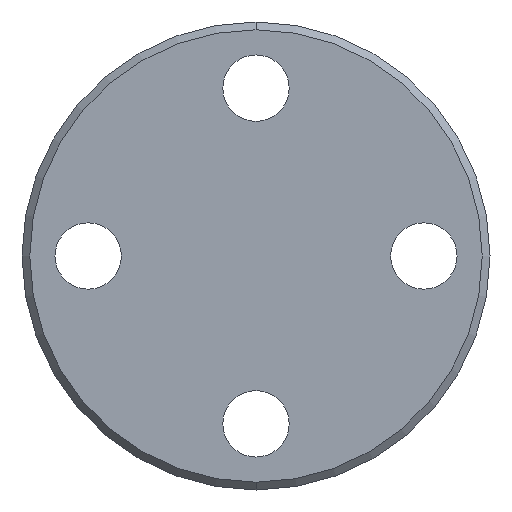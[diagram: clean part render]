
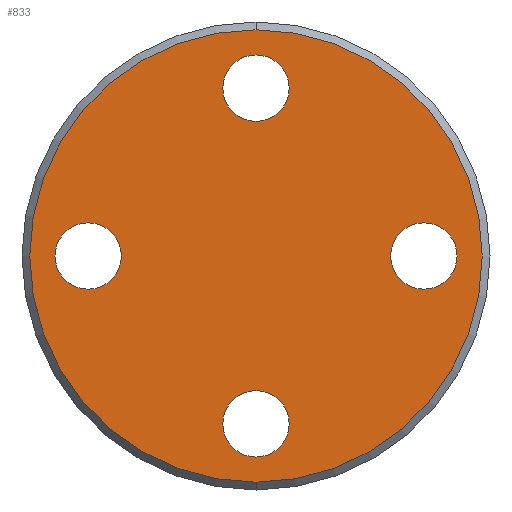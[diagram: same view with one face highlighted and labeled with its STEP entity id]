
A CAD part, front view. The second image highlights one B-rep face of the part: STEP entity #833.
In plain terms, the highlighted planar face has unit normal (0, -1, 0).
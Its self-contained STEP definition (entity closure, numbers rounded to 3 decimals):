
#15 = CARTESIAN_POINT ( 'NONE',  ( -43., 0., 0. ) ) ;
#47 = ORIENTED_EDGE ( 'NONE', *, *, #675, .F. ) ;
#63 = AXIS2_PLACEMENT_3D ( 'NONE', #875, #257, #993 ) ;
#73 = DIRECTION ( 'NONE',  ( 0., 1., 0. ) ) ;
#122 = DIRECTION ( 'NONE',  ( 0., 0., 1. ) ) ;
#157 = CARTESIAN_POINT ( 'NONE',  ( 43., 0., 0. ) ) ;
#168 = ORIENTED_EDGE ( 'NONE', *, *, #932, .T. ) ;
#181 = EDGE_LOOP ( 'NONE', ( #47, #500 ) ) ;
#205 = VERTEX_POINT ( 'NONE', #1352 ) ;
#207 = CIRCLE ( 'NONE', #215, 8.5 ) ;
#215 = AXIS2_PLACEMENT_3D ( 'NONE', #966, #341, #1076 ) ;
#225 = CARTESIAN_POINT ( 'NONE',  ( -43., 0., 8.5 ) ) ;
#230 = DIRECTION ( 'NONE',  ( 0., 1., 0. ) ) ;
#233 = PLANE ( 'NONE',  #1318 ) ;
#243 = EDGE_LOOP ( 'NONE', ( #687, #585 ) ) ;
#248 = FACE_BOUND ( 'NONE', #243, .T. ) ;
#250 = VERTEX_POINT ( 'NONE', #642 ) ;
#257 = DIRECTION ( 'NONE',  ( 0., 1., 0. ) ) ;
#268 = AXIS2_PLACEMENT_3D ( 'NONE', #1093, #452, #1200 ) ;
#271 = DIRECTION ( 'NONE',  ( 0., 0., 1. ) ) ;
#275 = FACE_BOUND ( 'NONE', #556, .T. ) ;
#281 = CARTESIAN_POINT ( 'NONE',  ( 0., 0., 0. ) ) ;
#291 = AXIS2_PLACEMENT_3D ( 'NONE', #703, #73, #807 ) ;
#303 = CIRCLE ( 'NONE', #458, 8.5 ) ;
#305 = EDGE_CURVE ( 'NONE', #1342, #972, #346, .T. ) ;
#335 = CARTESIAN_POINT ( 'NONE',  ( 57.95, 0., 0. ) ) ;
#341 = DIRECTION ( 'NONE',  ( 0., 1., 0. ) ) ;
#345 = CIRCLE ( 'NONE', #567, 8.5 ) ;
#346 = CIRCLE ( 'NONE', #1311, 8.5 ) ;
#347 = VERTEX_POINT ( 'NONE', #1282 ) ;
#365 = VERTEX_POINT ( 'NONE', #1085 ) ;
#378 = DIRECTION ( 'NONE',  ( 0., 0., 1. ) ) ;
#393 = ORIENTED_EDGE ( 'NONE', *, *, #608, .T. ) ;
#395 = CARTESIAN_POINT ( 'NONE',  ( 0., 0., 43. ) ) ;
#412 = DIRECTION ( 'NONE',  ( 0., 1., 0. ) ) ;
#416 = EDGE_CURVE ( 'NONE', #250, #365, #728, .T. ) ;
#434 = CIRCLE ( 'NONE', #291, 57.95 ) ;
#437 = CARTESIAN_POINT ( 'NONE',  ( -43., 0., -8.5 ) ) ;
#452 = DIRECTION ( 'NONE',  ( 0., 1., 0. ) ) ;
#458 = AXIS2_PLACEMENT_3D ( 'NONE', #15, #745, #122 ) ;
#499 = DIRECTION ( 'NONE',  ( 0., 0., 1. ) ) ;
#500 = ORIENTED_EDGE ( 'NONE', *, *, #638, .F. ) ;
#511 = FACE_BOUND ( 'NONE', #987, .T. ) ;
#519 = DIRECTION ( 'NONE',  ( 0., 1., 0. ) ) ;
#535 = ORIENTED_EDGE ( 'NONE', *, *, #1218, .T. ) ;
#551 = ORIENTED_EDGE ( 'NONE', *, *, #837, .T. ) ;
#556 = EDGE_LOOP ( 'NONE', ( #535, #393 ) ) ;
#567 = AXIS2_PLACEMENT_3D ( 'NONE', #395, #1143, #499 ) ;
#585 = ORIENTED_EDGE ( 'NONE', *, *, #416, .T. ) ;
#608 = EDGE_CURVE ( 'NONE', #1299, #1349, #1355, .T. ) ;
#618 = CARTESIAN_POINT ( 'NONE',  ( 43., 0., 8.5 ) ) ;
#638 = EDGE_CURVE ( 'NONE', #205, #347, #1028, .T. ) ;
#642 = CARTESIAN_POINT ( 'NONE',  ( 0., 0., 34.5 ) ) ;
#651 = ORIENTED_EDGE ( 'NONE', *, *, #816, .T. ) ;
#675 = EDGE_CURVE ( 'NONE', #347, #205, #434, .T. ) ;
#687 = ORIENTED_EDGE ( 'NONE', *, *, #743, .T. ) ;
#703 = CARTESIAN_POINT ( 'NONE',  ( 0., 0., 0. ) ) ;
#714 = CARTESIAN_POINT ( 'NONE',  ( 0., 0., -51.5 ) ) ;
#728 = CIRCLE ( 'NONE', #63, 8.5 ) ;
#743 = EDGE_CURVE ( 'NONE', #365, #250, #345, .T. ) ;
#745 = DIRECTION ( 'NONE',  ( 0., 1., 0. ) ) ;
#761 = FACE_OUTER_BOUND ( 'NONE', #181, .T. ) ;
#807 = DIRECTION ( 'NONE',  ( 0., 0., 1. ) ) ;
#816 = EDGE_CURVE ( 'NONE', #870, #1053, #303, .T. ) ;
#833 = ADVANCED_FACE ( 'NONE', ( #248, #511, #1336, #275, #761 ), #233, .F. ) ;
#837 = EDGE_CURVE ( 'NONE', #1053, #870, #207, .T. ) ;
#870 = VERTEX_POINT ( 'NONE', #437 ) ;
#875 = CARTESIAN_POINT ( 'NONE',  ( 0., 0., 43. ) ) ;
#886 = DIRECTION ( 'NONE',  ( 0., 1., 0. ) ) ;
#892 = CARTESIAN_POINT ( 'NONE',  ( 43., 0., -8.5 ) ) ;
#932 = EDGE_CURVE ( 'NONE', #972, #1342, #1204, .T. ) ;
#966 = CARTESIAN_POINT ( 'NONE',  ( -43., 0., 0. ) ) ;
#972 = VERTEX_POINT ( 'NONE', #1150 ) ;
#987 = EDGE_LOOP ( 'NONE', ( #551, #651 ) ) ;
#993 = DIRECTION ( 'NONE',  ( 0., 0., 1. ) ) ;
#1016 = DIRECTION ( 'NONE',  ( 0., 1., 0. ) ) ;
#1028 = CIRCLE ( 'NONE', #1088, 57.95 ) ;
#1050 = CARTESIAN_POINT ( 'NONE',  ( 0., 0., -43. ) ) ;
#1053 = VERTEX_POINT ( 'NONE', #225 ) ;
#1055 = AXIS2_PLACEMENT_3D ( 'NONE', #157, #886, #271 ) ;
#1072 = DIRECTION ( 'NONE',  ( 0., 0., 1. ) ) ;
#1076 = DIRECTION ( 'NONE',  ( 0., 0., 1. ) ) ;
#1085 = CARTESIAN_POINT ( 'NONE',  ( 0., 0., 51.5 ) ) ;
#1088 = AXIS2_PLACEMENT_3D ( 'NONE', #281, #1016, #378 ) ;
#1093 = CARTESIAN_POINT ( 'NONE',  ( 0., 0., -43. ) ) ;
#1115 = AXIS2_PLACEMENT_3D ( 'NONE', #1165, #519, #1276 ) ;
#1143 = DIRECTION ( 'NONE',  ( 0., 1., 0. ) ) ;
#1150 = CARTESIAN_POINT ( 'NONE',  ( 0., 0., -34.5 ) ) ;
#1164 = DIRECTION ( 'NONE',  ( 0., 0., 1. ) ) ;
#1165 = CARTESIAN_POINT ( 'NONE',  ( 43., 0., 0. ) ) ;
#1200 = DIRECTION ( 'NONE',  ( 0., 0., 1. ) ) ;
#1204 = CIRCLE ( 'NONE', #268, 8.5 ) ;
#1218 = EDGE_CURVE ( 'NONE', #1349, #1299, #1304, .T. ) ;
#1276 = DIRECTION ( 'NONE',  ( 0., 0., 1. ) ) ;
#1281 = EDGE_LOOP ( 'NONE', ( #168, #1381 ) ) ;
#1282 = CARTESIAN_POINT ( 'NONE',  ( 0., 0., 57.95 ) ) ;
#1299 = VERTEX_POINT ( 'NONE', #892 ) ;
#1304 = CIRCLE ( 'NONE', #1055, 8.5 ) ;
#1311 = AXIS2_PLACEMENT_3D ( 'NONE', #1050, #412, #1164 ) ;
#1318 = AXIS2_PLACEMENT_3D ( 'NONE', #335, #230, #1072 ) ;
#1336 = FACE_BOUND ( 'NONE', #1281, .T. ) ;
#1342 = VERTEX_POINT ( 'NONE', #714 ) ;
#1349 = VERTEX_POINT ( 'NONE', #618 ) ;
#1352 = CARTESIAN_POINT ( 'NONE',  ( 0., 0., -57.95 ) ) ;
#1355 = CIRCLE ( 'NONE', #1115, 8.5 ) ;
#1381 = ORIENTED_EDGE ( 'NONE', *, *, #305, .T. ) ;
